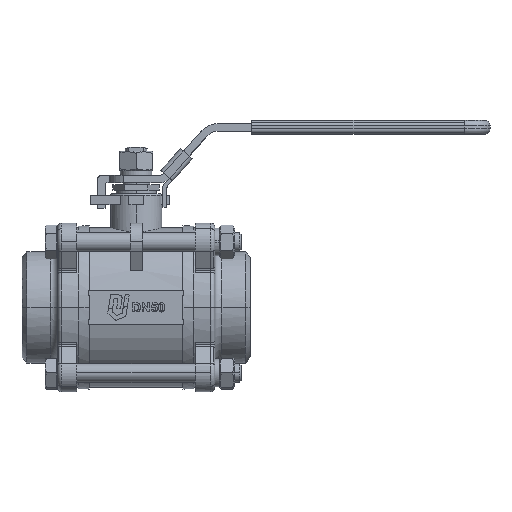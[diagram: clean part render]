
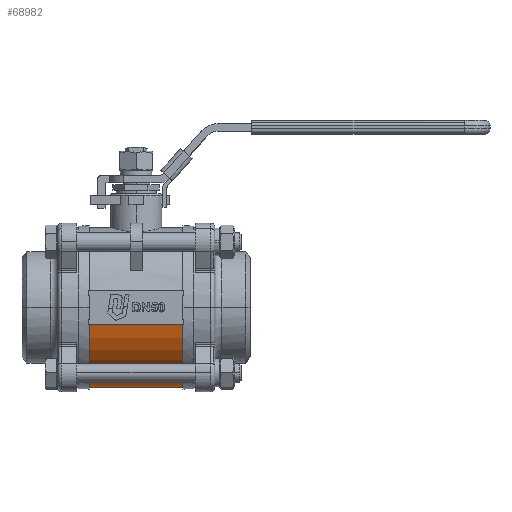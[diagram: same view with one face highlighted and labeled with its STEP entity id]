
A CAD part, front view. The second image highlights one B-rep face of the part: STEP entity #68982.
In plain terms, the highlighted cylindrical face has radius 43.5 mm (diameter 87 mm), a partial arc.
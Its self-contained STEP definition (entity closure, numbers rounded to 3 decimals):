
#68648=CARTESIAN_POINT('',(-25.5,-42.45,-9.5));
#68649=VERTEX_POINT('',#68648);
#68656=CARTESIAN_POINT('',(25.5,-42.45,-9.5));
#68657=VERTEX_POINT('',#68656);
#68658=CARTESIAN_POINT('',(25.5,-42.45,-9.5));
#68659=DIRECTION('',(-1.,0.,0.));
#68660=VECTOR('',#68659,51.);
#68661=LINE('',#68658,#68660);
#68662=EDGE_CURVE('',#68657,#68649,#68661,.T.);
#68687=CARTESIAN_POINT('',(25.5,42.45,-9.5));
#68688=VERTEX_POINT('',#68687);
#68695=CARTESIAN_POINT('',(-25.5,42.45,-9.5));
#68696=VERTEX_POINT('',#68695);
#68697=CARTESIAN_POINT('',(-25.5,42.45,-9.5));
#68698=DIRECTION('',(1.,-0.,-0.));
#68699=VECTOR('',#68698,51.);
#68700=LINE('',#68697,#68699);
#68701=EDGE_CURVE('',#68696,#68688,#68700,.T.);
#68891=CARTESIAN_POINT('',(25.5,-0.,-0.));
#68892=DIRECTION('',(-1.,0.,0.));
#68893=DIRECTION('',(-0.,-1.,0.));
#68894=AXIS2_PLACEMENT_3D('',#68891,#68892,#68893);
#68895=CIRCLE('',#68894,43.5);
#68896=EDGE_CURVE('',#68688,#68657,#68895,.T.);
#68965=CARTESIAN_POINT('',(0.,0.,0.));
#68966=DIRECTION('',(-1.,0.,0.));
#68967=DIRECTION('',(-0.,-1.,0.));
#68968=AXIS2_PLACEMENT_3D('',#68965,#68966,#68967);
#68969=CYLINDRICAL_SURFACE('',#68968,43.5);
#68970=ORIENTED_EDGE('',*,*,#68701,.T.);
#68971=ORIENTED_EDGE('',*,*,#68896,.T.);
#68972=ORIENTED_EDGE('',*,*,#68662,.T.);
#68973=CARTESIAN_POINT('',(-25.5,0.,0.));
#68974=DIRECTION('',(1.,-0.,-0.));
#68975=DIRECTION('',(-0.,-1.,0.));
#68976=AXIS2_PLACEMENT_3D('',#68973,#68974,#68975);
#68977=CIRCLE('',#68976,43.5);
#68978=EDGE_CURVE('',#68649,#68696,#68977,.T.);
#68979=ORIENTED_EDGE('',*,*,#68978,.T.);
#68980=EDGE_LOOP('',(#68970,#68971,#68972,#68979));
#68981=FACE_BOUND('',#68980,.T.);
#68982=ADVANCED_FACE('',(#68981),#68969,.T.);
